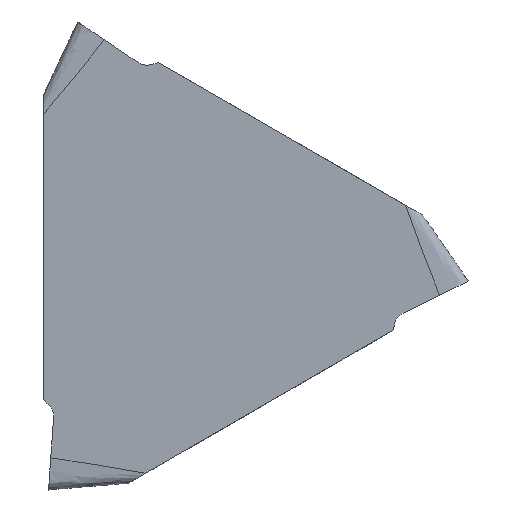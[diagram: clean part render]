
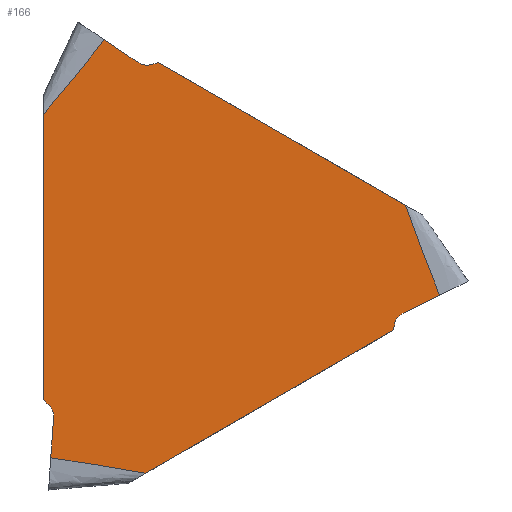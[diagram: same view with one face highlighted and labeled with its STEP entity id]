
A CAD part, left-side view. The second image highlights one B-rep face of the part: STEP entity #166.
In plain terms, the highlighted planar face has unit normal (-1, 0, 0).
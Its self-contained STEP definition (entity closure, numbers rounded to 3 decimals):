
#143=ELLIPSE('',#1629,0.702,0.7);
#144=ELLIPSE('',#1630,0.702,0.7);
#145=ELLIPSE('',#1631,0.702,0.7);
#166=ADVANCED_FACE('',(#295),#258,.T.);
#258=PLANE('',#1632);
#295=FACE_OUTER_BOUND('',#388,.T.);
#388=EDGE_LOOP('',(#689,#690,#691,#692,#693,#694,#695,#696,#697,#698,#699,
#700,#701,#702,#703,#704));
#477=LINE('',#2193,#566);
#484=LINE('',#2219,#573);
#494=LINE('',#2348,#583);
#495=LINE('',#2350,#584);
#496=LINE('',#2354,#585);
#497=LINE('',#2365,#586);
#498=LINE('',#2367,#587);
#499=LINE('',#2371,#588);
#500=LINE('',#2381,#589);
#501=LINE('',#2384,#590);
#566=VECTOR('',#1765,1.);
#573=VECTOR('',#1776,1.);
#583=VECTOR('',#1800,1.);
#584=VECTOR('',#1801,1.);
#585=VECTOR('',#1804,1.);
#586=VECTOR('',#1805,1.);
#587=VECTOR('',#1806,1.);
#588=VECTOR('',#1809,1.);
#589=VECTOR('',#1810,1.);
#590=VECTOR('',#1813,1.);
#689=ORIENTED_EDGE('',*,*,#1307,.F.);
#690=ORIENTED_EDGE('',*,*,#1308,.T.);
#691=ORIENTED_EDGE('',*,*,#1309,.T.);
#692=ORIENTED_EDGE('',*,*,#1310,.F.);
#693=ORIENTED_EDGE('',*,*,#1311,.T.);
#694=ORIENTED_EDGE('',*,*,#1312,.F.);
#695=ORIENTED_EDGE('',*,*,#1313,.T.);
#696=ORIENTED_EDGE('',*,*,#1314,.T.);
#697=ORIENTED_EDGE('',*,*,#1315,.F.);
#698=ORIENTED_EDGE('',*,*,#1316,.T.);
#699=ORIENTED_EDGE('',*,*,#1317,.F.);
#700=ORIENTED_EDGE('',*,*,#1285,.T.);
#701=ORIENTED_EDGE('',*,*,#1318,.T.);
#702=ORIENTED_EDGE('',*,*,#1319,.F.);
#703=ORIENTED_EDGE('',*,*,#1276,.T.);
#704=ORIENTED_EDGE('',*,*,#1320,.T.);
#1130=VERTEX_POINT('',#2192);
#1131=VERTEX_POINT('',#2194);
#1139=VERTEX_POINT('',#2218);
#1140=VERTEX_POINT('',#2220);
#1159=VERTEX_POINT('',#2346);
#1160=VERTEX_POINT('',#2347);
#1161=VERTEX_POINT('',#2349);
#1162=VERTEX_POINT('',#2351);
#1163=VERTEX_POINT('',#2353);
#1164=VERTEX_POINT('',#2355);
#1165=VERTEX_POINT('',#2364);
#1166=VERTEX_POINT('',#2366);
#1167=VERTEX_POINT('',#2368);
#1168=VERTEX_POINT('',#2370);
#1169=VERTEX_POINT('',#2372);
#1170=VERTEX_POINT('',#2382);
#1276=EDGE_CURVE('',#1131,#1130,#477,.T.);
#1285=EDGE_CURVE('',#1140,#1139,#484,.T.);
#1307=EDGE_CURVE('',#1159,#1160,#1530,.T.);
#1308=EDGE_CURVE('',#1159,#1161,#494,.T.);
#1309=EDGE_CURVE('',#1161,#1162,#495,.T.);
#1310=EDGE_CURVE('',#1163,#1162,#143,.T.);
#1311=EDGE_CURVE('',#1163,#1164,#496,.T.);
#1312=EDGE_CURVE('',#1165,#1164,#1531,.T.);
#1313=EDGE_CURVE('',#1165,#1166,#497,.T.);
#1314=EDGE_CURVE('',#1166,#1167,#498,.T.);
#1315=EDGE_CURVE('',#1168,#1167,#144,.T.);
#1316=EDGE_CURVE('',#1168,#1169,#499,.T.);
#1317=EDGE_CURVE('',#1140,#1169,#1532,.T.);
#1318=EDGE_CURVE('',#1139,#1170,#500,.T.);
#1319=EDGE_CURVE('',#1131,#1170,#145,.T.);
#1320=EDGE_CURVE('',#1130,#1160,#501,.T.);
#1530=B_SPLINE_CURVE_WITH_KNOTS('',3,(#2338,#2339,#2340,#2341,#2342,#2343,
#2344,#2345),.UNSPECIFIED.,.F.,.F.,(4,2,2,4),(0.,0.25,0.5,1.),
 .UNSPECIFIED.);
#1531=B_SPLINE_CURVE_WITH_KNOTS('',3,(#2356,#2357,#2358,#2359,#2360,#2361,
#2362,#2363),.UNSPECIFIED.,.F.,.F.,(4,2,2,4),(0.,0.25,0.5,1.),
 .UNSPECIFIED.);
#1532=B_SPLINE_CURVE_WITH_KNOTS('',3,(#2373,#2374,#2375,#2376,#2377,#2378,
#2379,#2380),.UNSPECIFIED.,.F.,.F.,(4,2,2,4),(0.,0.25,0.5,1.),
 .UNSPECIFIED.);
#1629=AXIS2_PLACEMENT_3D('',#2352,#1802,#1803);
#1630=AXIS2_PLACEMENT_3D('',#2369,#1807,#1808);
#1631=AXIS2_PLACEMENT_3D('',#2383,#1811,#1812);
#1632=AXIS2_PLACEMENT_3D('',#2385,#1814,#1815);
#1765=DIRECTION('',(0.,0.07,-0.998));
#1776=DIRECTION('',(0.,0.,-1.));
#1800=DIRECTION('',(0.,-0.866,0.5));
#1801=DIRECTION('',(0.,-0.259,0.966));
#1802=DIRECTION('',(-1.,0.,0.));
#1803=DIRECTION('',(0.,-0.998,0.06));
#1804=DIRECTION('',(0.,-0.899,0.438));
#1805=DIRECTION('',(0.,0.866,0.5));
#1806=DIRECTION('',(0.,0.966,-0.259));
#1807=DIRECTION('',(-1.,0.,0.));
#1808=DIRECTION('',(0.,0.551,0.834));
#1809=DIRECTION('',(0.,0.829,0.559));
#1810=DIRECTION('',(0.,-0.707,-0.707));
#1811=DIRECTION('',(-1.,0.,0.));
#1812=DIRECTION('',(0.,0.447,-0.895));
#1813=DIRECTION('',(0.,0.07,-0.998));
#1814=DIRECTION('',(-1.,0.,0.));
#1815=DIRECTION('',(0.,0.,1.));
#2192=CARTESIAN_POINT('',(0.,6.721,-8.195));
#2193=CARTESIAN_POINT('',(0.,6.118,0.428));
#2194=CARTESIAN_POINT('',(0.,6.639,-7.019));
#2218=CARTESIAN_POINT('',(0.,7.1,-6.216));
#2219=CARTESIAN_POINT('',(0.,7.1,12.298));
#2220=CARTESIAN_POINT('',(0.,7.1,6.888));
#2338=CARTESIAN_POINT('',(0.,2.415,-9.593));
#2339=CARTESIAN_POINT('',(0.,2.779,-9.576));
#2340=CARTESIAN_POINT('',(0.,3.134,-9.458));
#2341=CARTESIAN_POINT('',(0.,3.857,-9.323));
#2342=CARTESIAN_POINT('',(0.,4.223,-9.275));
#2343=CARTESIAN_POINT('',(0.,5.314,-9.108));
#2344=CARTESIAN_POINT('',(0.,6.041,-8.993));
#2345=CARTESIAN_POINT('',(0.,6.769,-8.88));
#2346=CARTESIAN_POINT('',(0.,2.415,-9.593));
#2347=CARTESIAN_POINT('',(0.,6.769,-8.88));
#2348=CARTESIAN_POINT('',(0.,7.1,-12.298));
#2349=CARTESIAN_POINT('',(0.,-8.933,-3.041));
#2350=CARTESIAN_POINT('',(0.,-9.095,-2.437));
#2351=CARTESIAN_POINT('',(0.,-9.028,-2.688));
#2352=CARTESIAN_POINT('',(0.,-9.706,-2.868));
#2353=CARTESIAN_POINT('',(0.,-9.398,-2.24));
#2354=CARTESIAN_POINT('',(0.,-2.688,-5.512));
#2355=CARTESIAN_POINT('',(0.,-11.074,-1.422));
#2356=CARTESIAN_POINT('',(0.,-9.515,2.705));
#2357=CARTESIAN_POINT('',(0.,-9.683,2.381));
#2358=CARTESIAN_POINT('',(0.,-9.758,2.015));
#2359=CARTESIAN_POINT('',(0.,-10.003,1.321));
#2360=CARTESIAN_POINT('',(0.,-10.143,0.98));
#2361=CARTESIAN_POINT('',(0.,-10.545,-0.048));
#2362=CARTESIAN_POINT('',(0.,-10.809,-0.736));
#2363=CARTESIAN_POINT('',(0.,-11.074,-1.422));
#2364=CARTESIAN_POINT('',(0.,-9.515,2.705));
#2365=CARTESIAN_POINT('',(0.,-14.2,0.));
#2366=CARTESIAN_POINT('',(0.,1.833,9.257));
#2367=CARTESIAN_POINT('',(0.,2.437,9.095));
#2368=CARTESIAN_POINT('',(0.,2.186,9.162));
#2369=CARTESIAN_POINT('',(0.,2.369,9.84));
#2370=CARTESIAN_POINT('',(0.,2.759,9.259));
#2371=CARTESIAN_POINT('',(0.,-3.429,5.084));
#2372=CARTESIAN_POINT('',(0.,4.306,10.302));
#2373=CARTESIAN_POINT('',(0.,7.1,6.888));
#2374=CARTESIAN_POINT('',(0.,6.903,7.195));
#2375=CARTESIAN_POINT('',(0.,6.624,7.443));
#2376=CARTESIAN_POINT('',(0.,6.145,8.002));
#2377=CARTESIAN_POINT('',(0.,5.921,8.294));
#2378=CARTESIAN_POINT('',(0.,5.231,9.157));
#2379=CARTESIAN_POINT('',(0.,4.767,9.728));
#2380=CARTESIAN_POINT('',(0.,4.306,10.302));
#2381=CARTESIAN_POINT('',(0.,6.658,-6.658));
#2382=CARTESIAN_POINT('',(0.,6.842,-6.474));
#2383=CARTESIAN_POINT('',(0.,7.337,-6.972));
#2384=CARTESIAN_POINT('',(0.,6.118,0.428));
#2385=CARTESIAN_POINT('',(0.,0.,0.));
